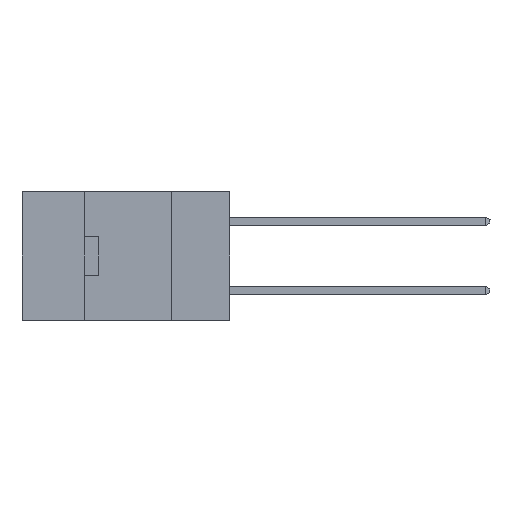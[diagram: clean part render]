
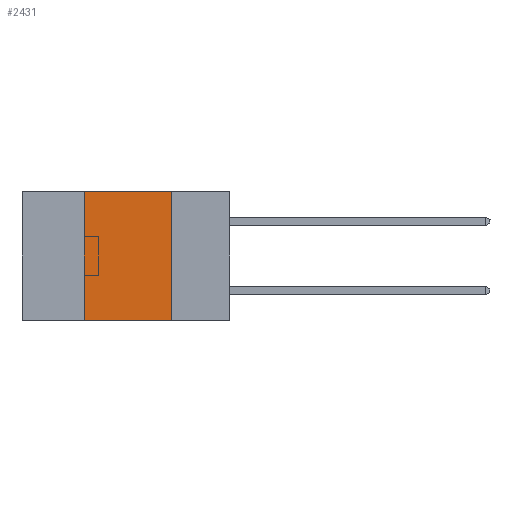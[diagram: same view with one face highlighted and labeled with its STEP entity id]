
A CAD part, left-side view. The second image highlights one B-rep face of the part: STEP entity #2431.
In plain terms, the highlighted planar face has unit normal (-1, 0, 0).
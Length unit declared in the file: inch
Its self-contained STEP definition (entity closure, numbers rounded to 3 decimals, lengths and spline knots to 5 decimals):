
#476 = EDGE_CURVE ( 'NONE', #28000, #13536, #10084, .T. ) ;
#583 = VERTEX_POINT ( 'NONE', #3619 ) ;
#679 = EDGE_CURVE ( 'NONE', #4856, #13536, #3907, .T. ) ;
#1572 = CARTESIAN_POINT ( 'NONE',  ( 0., 0.17, 0. ) ) ;
#2303 = EDGE_CURVE ( 'NONE', #583, #28000, #18657, .T. ) ;
#2431 = ADVANCED_FACE ( 'NONE', ( #15275 ), #24184, .F. ) ;
#3619 = CARTESIAN_POINT ( 'NONE',  ( 0., 0.42, 0. ) ) ;
#3678 = CARTESIAN_POINT ( 'NONE',  ( 0., 0.6, 0. ) ) ;
#3907 = LINE ( 'NONE', #12968, #18053 ) ;
#4856 = VERTEX_POINT ( 'NONE', #23218 ) ;
#5474 = AXIS2_PLACEMENT_3D ( 'NONE', #3678, #6047, #17044 ) ;
#5686 = DIRECTION ( 'NONE',  ( 0., 0., -1. ) ) ;
#5796 = CARTESIAN_POINT ( 'NONE',  ( 0., 0.17, -0.37 ) ) ;
#6047 = DIRECTION ( 'NONE',  ( 1., 0., 0. ) ) ;
#8993 = LINE ( 'NONE', #11620, #10457 ) ;
#9981 = ORIENTED_EDGE ( 'NONE', *, *, #2303, .F. ) ;
#10084 = LINE ( 'NONE', #11978, #13322 ) ;
#10457 = VECTOR ( 'NONE', #15897, 39.37008 ) ;
#11620 = CARTESIAN_POINT ( 'NONE',  ( 0., 0.42, -0.37 ) ) ;
#11897 = CARTESIAN_POINT ( 'NONE',  ( 0., 0.6, 0. ) ) ;
#11978 = CARTESIAN_POINT ( 'NONE',  ( 0., 0.17, -0.37 ) ) ;
#12172 = DIRECTION ( 'NONE',  ( 0., -1., 0. ) ) ;
#12968 = CARTESIAN_POINT ( 'NONE',  ( 0., 0.6, -0.37 ) ) ;
#13322 = VECTOR ( 'NONE', #5686, 39.37008 ) ;
#13536 = VERTEX_POINT ( 'NONE', #5796 ) ;
#15050 = DIRECTION ( 'NONE',  ( 0., -1., 0. ) ) ;
#15275 = FACE_OUTER_BOUND ( 'NONE', #18172, .T. ) ;
#15897 = DIRECTION ( 'NONE',  ( 0., 0., 1. ) ) ;
#16240 = ORIENTED_EDGE ( 'NONE', *, *, #679, .T. ) ;
#17044 = DIRECTION ( 'NONE',  ( 0., 0., -1. ) ) ;
#17926 = ORIENTED_EDGE ( 'NONE', *, *, #25388, .F. ) ;
#18053 = VECTOR ( 'NONE', #15050, 39.37008 ) ;
#18172 = EDGE_LOOP ( 'NONE', ( #24862, #9981, #17926, #16240 ) ) ;
#18657 = LINE ( 'NONE', #11897, #20476 ) ;
#20476 = VECTOR ( 'NONE', #12172, 39.37008 ) ;
#23218 = CARTESIAN_POINT ( 'NONE',  ( 0., 0.42, -0.37 ) ) ;
#24184 = PLANE ( 'NONE',  #5474 ) ;
#24862 = ORIENTED_EDGE ( 'NONE', *, *, #476, .F. ) ;
#25388 = EDGE_CURVE ( 'NONE', #4856, #583, #8993, .T. ) ;
#28000 = VERTEX_POINT ( 'NONE', #1572 ) ;
